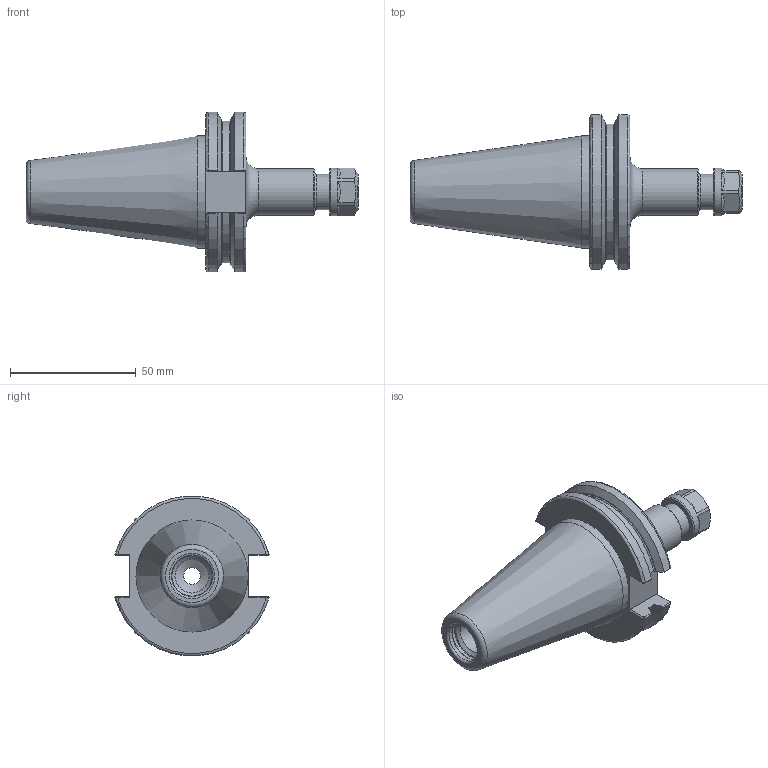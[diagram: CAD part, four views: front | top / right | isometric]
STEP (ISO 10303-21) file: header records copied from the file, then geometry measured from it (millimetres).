
FILE_DESCRIPTION(/* description */ (''),/* implementation_level */ '2;1');
FILE_NAME(/* name */ 'CAT40-ER11H-0250.stp',/* time_stamp */ '2019-05-30T08:20:42-05:00',/* author */ ('ldfli'),/* organization */ ('Pioneer N.A.'),/* preprocessor_version */ 'ST-DEVELOPER v18',/* originating_system */ 'Autodesk Inventor LT',/* authorisation */ '');
FILE_SCHEMA (('AUTOMOTIVE_DESIGN { 1 0 10303 214 3 1 1 }'));
Length unit declared in the file: millimetre
Products named in the file (1): CAT40-ER11H-0250
Bounding box: 131.75 x 61.14 x 63.31 mm (x, y, z)
Volume: 115001 mm3; surface area: 23524.3 mm2
Topology: 2 solids, 2 shells, 129 faces, 367 edges, 251 vertices
Faces by surface type: plane 51, cone 23, cylinder 21, torus 18, bspline 16
Full cylindrical faces by diameter (mm): 6.647 x1, 8.15 x1, 8.662 x1, 10 x1, 10.2 x1, 12.4 x1, 13.25 x1, 13.494 x1, 14 x1, 14.8 x1, 16.3 x1, 16.8 x1, 18.5 x1, 19 x1, 44.45 x1
Entity records: 5014 total; most frequent: CARTESIAN_POINT 1657, ORIENTED_EDGE 732, DIRECTION 680, EDGE_CURVE 366, AXIS2_PLACEMENT_3D 275, VERTEX_POINT 251, CIRCLE 161, EDGE_LOOP 143
